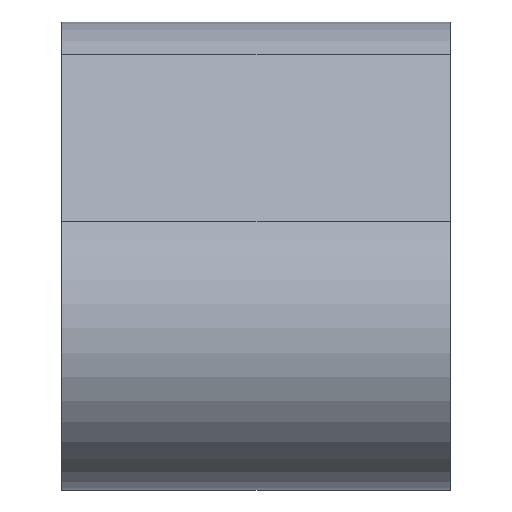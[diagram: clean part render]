
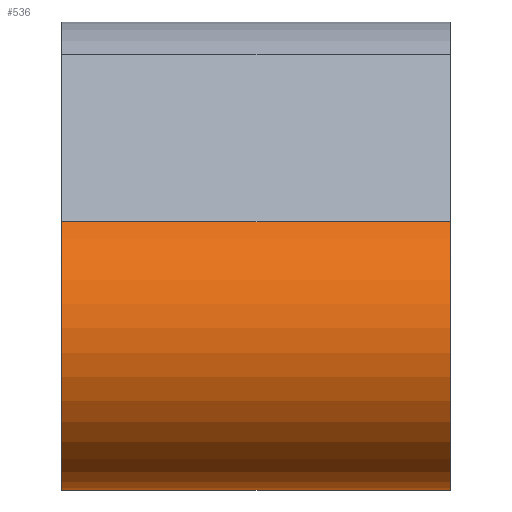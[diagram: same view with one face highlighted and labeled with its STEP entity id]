
A CAD part, left-side view. The second image highlights one B-rep face of the part: STEP entity #536.
In plain terms, the highlighted cylindrical face has radius 0.395 mm (diameter 0.79 mm), a partial arc.
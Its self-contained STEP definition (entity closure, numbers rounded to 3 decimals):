
#477 = VERTEX_POINT('',#478);
#478 = CARTESIAN_POINT('',(-1.31,0.51,0.705));
#486 = VERTEX_POINT('',#487);
#487 = CARTESIAN_POINT('',(-1.31,-0.51,0.705));
#493 = EDGE_CURVE('',#477,#486,#494,.T.);
#494 = LINE('',#495,#496);
#495 = CARTESIAN_POINT('',(-1.31,0.51,0.705));
#496 = VECTOR('',#497,1.);
#497 = DIRECTION('',(0.,-1.,0.));
#536 = ADVANCED_FACE('',(#537),#564,.T.);
#537 = FACE_BOUND('',#538,.T.);
#538 = EDGE_LOOP('',(#539,#548,#556,#563));
#539 = ORIENTED_EDGE('',*,*,#540,.T.);
#540 = EDGE_CURVE('',#477,#541,#543,.T.);
#541 = VERTEX_POINT('',#542);
#542 = CARTESIAN_POINT('',(-1.065,0.51,0.));
#543 = CIRCLE('',#544,0.395);
#544 = AXIS2_PLACEMENT_3D('',#545,#546,#547);
#545 = CARTESIAN_POINT('',(-1.065,0.51,0.395));
#546 = DIRECTION('',(0.,-1.,0.));
#547 = DIRECTION('',(1.,0.,0.));
#548 = ORIENTED_EDGE('',*,*,#549,.T.);
#549 = EDGE_CURVE('',#541,#550,#552,.T.);
#550 = VERTEX_POINT('',#551);
#551 = CARTESIAN_POINT('',(-1.065,-0.51,0.));
#552 = LINE('',#553,#554);
#553 = CARTESIAN_POINT('',(-1.065,0.51,0.));
#554 = VECTOR('',#555,1.);
#555 = DIRECTION('',(0.,-1.,0.));
#556 = ORIENTED_EDGE('',*,*,#557,.F.);
#557 = EDGE_CURVE('',#486,#550,#558,.T.);
#558 = CIRCLE('',#559,0.395);
#559 = AXIS2_PLACEMENT_3D('',#560,#561,#562);
#560 = CARTESIAN_POINT('',(-1.065,-0.51,0.395));
#561 = DIRECTION('',(0.,-1.,0.));
#562 = DIRECTION('',(1.,0.,0.));
#563 = ORIENTED_EDGE('',*,*,#493,.F.);
#564 = CYLINDRICAL_SURFACE('',#565,0.395);
#565 = AXIS2_PLACEMENT_3D('',#566,#567,#568);
#566 = CARTESIAN_POINT('',(-1.065,0.51,0.395));
#567 = DIRECTION('',(0.,-1.,0.));
#568 = DIRECTION('',(1.,0.,0.));
